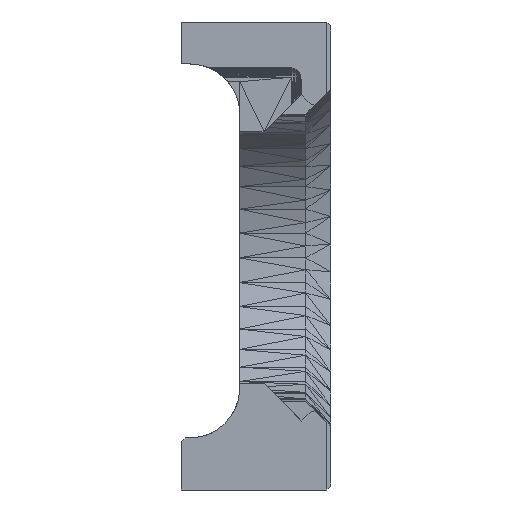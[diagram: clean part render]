
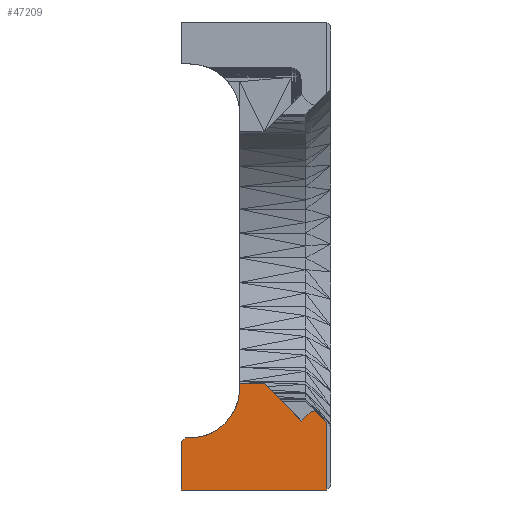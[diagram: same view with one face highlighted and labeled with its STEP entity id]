
A CAD part, left-side view. The second image highlights one B-rep face of the part: STEP entity #47209.
In plain terms, the highlighted planar face has unit normal (-1, 0, 0).
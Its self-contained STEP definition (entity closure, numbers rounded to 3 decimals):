
#2135=FACE_OUTER_BOUND('',#5481,.T.);
#5481=EDGE_LOOP('',(#37203,#37204,#37205,#37206,#37207,#37208,#37209,#37210,
#37211,#37212,#37213,#37214,#37215,#37216,#37217,#37218,#37219,#37220,#37221,
#37222,#37223));
#9122=LINE('',#69663,#15518);
#11129=LINE('',#73677,#17525);
#11131=LINE('',#73682,#17527);
#11132=LINE('',#73684,#17528);
#11133=LINE('',#73686,#17529);
#11134=LINE('',#73688,#17530);
#11135=LINE('',#73690,#17531);
#11136=LINE('',#73692,#17532);
#11137=LINE('',#73694,#17533);
#11138=LINE('',#73696,#17534);
#11139=LINE('',#73698,#17535);
#11140=LINE('',#73700,#17536);
#11141=LINE('',#73701,#17537);
#11142=LINE('',#73702,#17538);
#11143=LINE('',#73704,#17539);
#11144=LINE('',#73706,#17540);
#11145=LINE('',#73708,#17541);
#11146=LINE('',#73710,#17542);
#11147=LINE('',#73712,#17543);
#11148=LINE('',#73714,#17544);
#11149=LINE('',#73715,#17545);
#15518=VECTOR('',#55983,10.);
#17525=VECTOR('',#60376,10.);
#17527=VECTOR('',#60380,10.);
#17528=VECTOR('',#60381,10.);
#17529=VECTOR('',#60382,10.);
#17530=VECTOR('',#60383,10.);
#17531=VECTOR('',#60384,10.);
#17532=VECTOR('',#60385,10.);
#17533=VECTOR('',#60386,10.);
#17534=VECTOR('',#60387,10.);
#17535=VECTOR('',#60388,10.);
#17536=VECTOR('',#60389,10.);
#17537=VECTOR('',#60390,10.);
#17538=VECTOR('',#60391,10.);
#17539=VECTOR('',#60392,10.);
#17540=VECTOR('',#60393,10.);
#17541=VECTOR('',#60394,10.);
#17542=VECTOR('',#60395,10.);
#17543=VECTOR('',#60396,10.);
#17544=VECTOR('',#60397,10.);
#17545=VECTOR('',#60398,10.);
#21031=VERTEX_POINT('',#69660);
#21032=VERTEX_POINT('',#69662);
#21845=VERTEX_POINT('',#73674);
#21846=VERTEX_POINT('',#73676);
#21847=VERTEX_POINT('',#73680);
#21848=VERTEX_POINT('',#73681);
#21849=VERTEX_POINT('',#73683);
#21850=VERTEX_POINT('',#73685);
#21851=VERTEX_POINT('',#73687);
#21852=VERTEX_POINT('',#73689);
#21853=VERTEX_POINT('',#73691);
#21854=VERTEX_POINT('',#73693);
#21855=VERTEX_POINT('',#73695);
#21856=VERTEX_POINT('',#73697);
#21857=VERTEX_POINT('',#73699);
#21858=VERTEX_POINT('',#73703);
#21859=VERTEX_POINT('',#73705);
#21860=VERTEX_POINT('',#73707);
#21861=VERTEX_POINT('',#73709);
#21862=VERTEX_POINT('',#73711);
#21863=VERTEX_POINT('',#73713);
#24984=EDGE_CURVE('',#21031,#21032,#9122,.T.);
#26991=EDGE_CURVE('',#21846,#21845,#11129,.T.);
#26993=EDGE_CURVE('',#21847,#21848,#11131,.T.);
#26994=EDGE_CURVE('',#21848,#21849,#11132,.T.);
#26995=EDGE_CURVE('',#21849,#21850,#11133,.T.);
#26996=EDGE_CURVE('',#21850,#21851,#11134,.T.);
#26997=EDGE_CURVE('',#21851,#21852,#11135,.T.);
#26998=EDGE_CURVE('',#21852,#21853,#11136,.T.);
#26999=EDGE_CURVE('',#21853,#21854,#11137,.T.);
#27000=EDGE_CURVE('',#21854,#21855,#11138,.T.);
#27001=EDGE_CURVE('',#21855,#21856,#11139,.T.);
#27002=EDGE_CURVE('',#21856,#21857,#11140,.T.);
#27003=EDGE_CURVE('',#21857,#21032,#11141,.T.);
#27004=EDGE_CURVE('',#21846,#21031,#11142,.T.);
#27005=EDGE_CURVE('',#21845,#21858,#11143,.T.);
#27006=EDGE_CURVE('',#21858,#21859,#11144,.T.);
#27007=EDGE_CURVE('',#21859,#21860,#11145,.T.);
#27008=EDGE_CURVE('',#21860,#21861,#11146,.T.);
#27009=EDGE_CURVE('',#21861,#21862,#11147,.T.);
#27010=EDGE_CURVE('',#21863,#21862,#11148,.T.);
#27011=EDGE_CURVE('',#21863,#21847,#11149,.T.);
#37203=ORIENTED_EDGE('',*,*,#26993,.T.);
#37204=ORIENTED_EDGE('',*,*,#26994,.T.);
#37205=ORIENTED_EDGE('',*,*,#26995,.T.);
#37206=ORIENTED_EDGE('',*,*,#26996,.T.);
#37207=ORIENTED_EDGE('',*,*,#26997,.T.);
#37208=ORIENTED_EDGE('',*,*,#26998,.T.);
#37209=ORIENTED_EDGE('',*,*,#26999,.T.);
#37210=ORIENTED_EDGE('',*,*,#27000,.T.);
#37211=ORIENTED_EDGE('',*,*,#27001,.T.);
#37212=ORIENTED_EDGE('',*,*,#27002,.T.);
#37213=ORIENTED_EDGE('',*,*,#27003,.T.);
#37214=ORIENTED_EDGE('',*,*,#24984,.F.);
#37215=ORIENTED_EDGE('',*,*,#27004,.F.);
#37216=ORIENTED_EDGE('',*,*,#26991,.T.);
#37217=ORIENTED_EDGE('',*,*,#27005,.T.);
#37218=ORIENTED_EDGE('',*,*,#27006,.T.);
#37219=ORIENTED_EDGE('',*,*,#27007,.T.);
#37220=ORIENTED_EDGE('',*,*,#27008,.T.);
#37221=ORIENTED_EDGE('',*,*,#27009,.T.);
#37222=ORIENTED_EDGE('',*,*,#27010,.F.);
#37223=ORIENTED_EDGE('',*,*,#27011,.T.);
#43874=PLANE('',#50565);
#47209=ADVANCED_FACE('',(#2135),#43874,.T.);
#50565=AXIS2_PLACEMENT_3D('',#73679,#60378,#60379);
#55983=DIRECTION('',(0.,0.,1.));
#60376=DIRECTION('',(0.,0.,1.));
#60378=DIRECTION('center_axis',(-1.,0.,0.));
#60379=DIRECTION('ref_axis',(0.,0.,1.));
#60380=DIRECTION('',(0.,0.18,-0.984));
#60381=DIRECTION('',(0.,0.346,-0.938));
#60382=DIRECTION('',(0.,0.502,-0.865));
#60383=DIRECTION('',(0.,0.643,-0.765));
#60384=DIRECTION('',(0.,0.765,-0.643));
#60385=DIRECTION('',(0.,0.865,-0.502));
#60386=DIRECTION('',(0.,0.938,-0.346));
#60387=DIRECTION('',(0.,0.984,-0.18));
#60388=DIRECTION('',(0.,0.999,-0.047));
#60389=DIRECTION('',(0.,1.,0.));
#60390=DIRECTION('',(0.,0.707,-0.707));
#60391=DIRECTION('',(0.,1.,0.));
#60392=DIRECTION('',(0.,0.707,0.707));
#60393=DIRECTION('',(0.,1.,0.));
#60394=DIRECTION('',(0.,0.707,-0.707));
#60395=DIRECTION('',(0.,0.707,0.707));
#60396=DIRECTION('',(0.,1.,0.));
#60397=DIRECTION('',(0.,0.,1.));
#60398=DIRECTION('',(0.,0.047,-0.999));
#69660=CARTESIAN_POINT('',(0.,15.,0.));
#69662=CARTESIAN_POINT('',(0.,15.,4.834));
#69663=CARTESIAN_POINT('',(0.,15.,0.));
#73674=CARTESIAN_POINT('',(0.,0.4,6.775));
#73676=CARTESIAN_POINT('',(0.,0.4,0.));
#73677=CARTESIAN_POINT('',(0.,0.4,0.));
#73679=CARTESIAN_POINT('Origin',(0.,2.951,6.924));
#73680=CARTESIAN_POINT('',(0.,9.165,9.763));
#73681=CARTESIAN_POINT('',(0.,9.32,8.914));
#73682=CARTESIAN_POINT('',(0.,9.165,9.763));
#73683=CARTESIAN_POINT('',(0.,9.619,8.105));
#73684=CARTESIAN_POINT('',(0.,9.32,8.914));
#73685=CARTESIAN_POINT('',(0.,10.052,7.359));
#73686=CARTESIAN_POINT('',(0.,9.619,8.105));
#73687=CARTESIAN_POINT('',(0.,10.608,6.698));
#73688=CARTESIAN_POINT('',(0.,10.052,7.359));
#73689=CARTESIAN_POINT('',(0.,11.268,6.143));
#73690=CARTESIAN_POINT('',(0.,10.608,6.698));
#73691=CARTESIAN_POINT('',(0.,12.014,5.71));
#73692=CARTESIAN_POINT('',(0.,11.268,6.143));
#73693=CARTESIAN_POINT('',(0.,12.824,5.411));
#73694=CARTESIAN_POINT('',(0.,12.014,5.71));
#73695=CARTESIAN_POINT('',(0.,13.673,5.256));
#73696=CARTESIAN_POINT('',(0.,12.824,5.411));
#73697=CARTESIAN_POINT('',(0.,14.143,5.234));
#73698=CARTESIAN_POINT('',(0.,13.673,5.256));
#73699=CARTESIAN_POINT('',(0.,14.6,5.234));
#73700=CARTESIAN_POINT('',(0.,14.143,5.234));
#73701=CARTESIAN_POINT('',(0.,14.6,5.234));
#73702=CARTESIAN_POINT('',(0.,0.4,0.));
#73703=CARTESIAN_POINT('',(0.,1.55,7.925));
#73704=CARTESIAN_POINT('',(0.,0.4,6.775));
#73705=CARTESIAN_POINT('',(0.,1.95,7.925));
#73706=CARTESIAN_POINT('',(0.,1.55,7.925));
#73707=CARTESIAN_POINT('',(0.,2.951,6.924));
#73708=CARTESIAN_POINT('',(0.,1.95,7.925));
#73709=CARTESIAN_POINT('',(0.,6.694,10.667));
#73710=CARTESIAN_POINT('',(0.,2.951,6.924));
#73711=CARTESIAN_POINT('',(0.,9.143,10.667));
#73712=CARTESIAN_POINT('',(0.,6.694,10.667));
#73713=CARTESIAN_POINT('',(0.,9.143,10.234));
#73714=CARTESIAN_POINT('',(0.,9.143,10.234));
#73715=CARTESIAN_POINT('',(0.,9.143,10.234));
